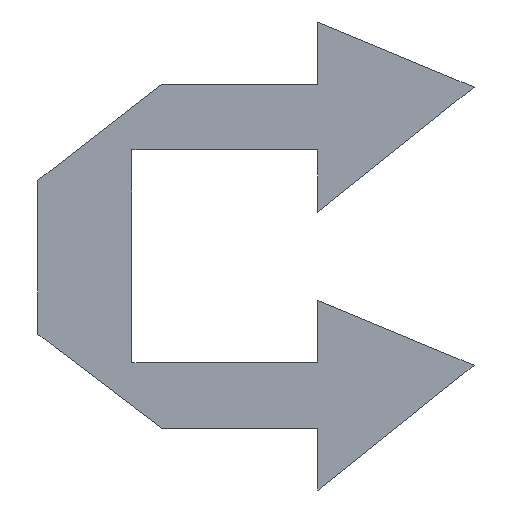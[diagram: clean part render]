
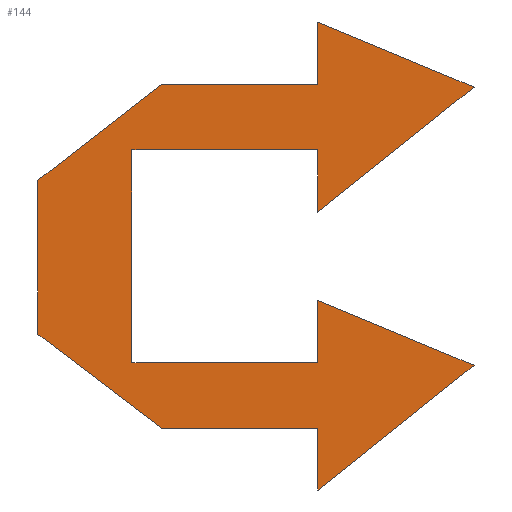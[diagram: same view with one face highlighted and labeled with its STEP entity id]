
A CAD part, front view. The second image highlights one B-rep face of the part: STEP entity #144.
In plain terms, the highlighted planar face has unit normal (0, -1, 0).
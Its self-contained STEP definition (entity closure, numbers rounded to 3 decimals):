
#1=CARTESIAN_POINT('POINT1',(75.705,0.,
   30.239));
#2=VERTEX_POINT('VERTEX1',#1);
#3=CARTESIAN_POINT('POINT2',(151.925,0.,
   30.239));
#4=VERTEX_POINT('VERTEX2',#3);
#5=CARTESIAN_POINT('POS1',(75.705,0.,
   30.239));
#6=DIRECTION('DIR1',(1.,0.,0.));
#7=VECTOR('VEC1',#6,25.4);
#8=LINE('STRAIGHT1',#5,#7);
#9=EDGE_CURVE('EDGE1',#2,#4,#8,.T.);
#10=ORIENTED_EDGE('COEDGE1',*,*,#9,.T.);
#11=CARTESIAN_POINT('POINT3',(151.925,0.,0.));
#12=VERTEX_POINT('VERTEX3',#11);
#13=CARTESIAN_POINT('POS2',(151.925,0.,0.));
#14=DIRECTION('DIR2',(0.,0.,1.));
#15=VECTOR('VEC2',#14,25.4);
#16=LINE('STRAIGHT2',#13,#15);
#17=EDGE_CURVE('EDGE2',#12,#4,#16,.T.);
#18=ORIENTED_EDGE('COEDGE2',*,*,#17,.F.);
#19=CARTESIAN_POINT('POINT4',(152.21,0.,0.));
#20=VERTEX_POINT('VERTEX4',#19);
#21=CARTESIAN_POINT('POS3',(151.925,0.,0.));
#22=DIRECTION('DIR3',(1.,0.,0.));
#23=VECTOR('VEC3',#22,25.4);
#24=LINE('STRAIGHT3',#21,#23);
#25=EDGE_CURVE('EDGE3',#12,#20,#24,.T.);
#26=ORIENTED_EDGE('COEDGE3',*,*,#25,.T.);
#27=CARTESIAN_POINT('POINT5',(228.251,0.,
   60.87));
#28=VERTEX_POINT('VERTEX5',#27);
#29=CARTESIAN_POINT('POS4',(228.251,0.,
   60.87));
#30=DIRECTION('DIR4',(-0.781,0.,
   -0.625));
#31=VECTOR('VEC4',#30,25.4);
#32=LINE('STRAIGHT4',#29,#31);
#33=EDGE_CURVE('EDGE4',#28,#20,#32,.T.);
#34=ORIENTED_EDGE('COEDGE4',*,*,#33,.F.);
#35=CARTESIAN_POINT('POINT6',(151.925,0.,
   92.688));
#36=VERTEX_POINT('VERTEX6',#35);
#37=CARTESIAN_POINT('POS5',(151.925,0.,
   92.688));
#38=DIRECTION('DIR5',(0.923,0.,
   -0.385));
#39=VECTOR('VEC5',#38,25.4);
#40=LINE('STRAIGHT5',#37,#39);
#41=EDGE_CURVE('EDGE5',#36,#28,#40,.T.);
#42=ORIENTED_EDGE('COEDGE5',*,*,#41,.F.);
#43=CARTESIAN_POINT('POINT7',(151.925,0.,
   62.22));
#44=VERTEX_POINT('VERTEX7',#43);
#45=CARTESIAN_POINT('POS6',(151.925,0.,
   62.22));
#46=DIRECTION('DIR6',(0.,0.,1.));
#47=VECTOR('VEC6',#46,25.4);
#48=LINE('STRAIGHT6',#45,#47);
#49=EDGE_CURVE('EDGE6',#44,#36,#48,.T.);
#50=ORIENTED_EDGE('COEDGE6',*,*,#49,.F.);
#51=CARTESIAN_POINT('POINT8',(61.179,0.,
   62.22));
#52=VERTEX_POINT('VERTEX8',#51);
#53=CARTESIAN_POINT('POS7',(61.179,0.,
   62.22));
#54=DIRECTION('DIR7',(1.,0.,0.));
#55=VECTOR('VEC7',#54,25.4);
#56=LINE('STRAIGHT7',#53,#55);
#57=EDGE_CURVE('EDGE7',#52,#44,#56,.T.);
#58=ORIENTED_EDGE('COEDGE7',*,*,#57,.F.);
#59=CARTESIAN_POINT('POINT9',(61.179,0.,
   166.152));
#60=VERTEX_POINT('VERTEX9',#59);
#61=CARTESIAN_POINT('POS8',(61.179,0.,
   166.152));
#62=DIRECTION('DIR8',(0.,0.,-1.));
#63=VECTOR('VEC8',#62,25.4);
#64=LINE('STRAIGHT8',#61,#63);
#65=EDGE_CURVE('EDGE8',#60,#52,#64,.T.);
#66=ORIENTED_EDGE('COEDGE8',*,*,#65,.F.);
#67=CARTESIAN_POINT('POINT10',(151.925,0.,
   166.152));
#68=VERTEX_POINT('VERTEX10',#67);
#69=CARTESIAN_POINT('POS9',(151.925,0.,
   166.152));
#70=DIRECTION('DIR9',(-1.,0.,0.));
#71=VECTOR('VEC9',#70,25.4);
#72=LINE('STRAIGHT9',#69,#71);
#73=EDGE_CURVE('EDGE9',#68,#60,#72,.T.);
#74=ORIENTED_EDGE('COEDGE9',*,*,#73,.F.);
#75=CARTESIAN_POINT('POINT11',(151.925,0.,
   135.684));
#76=VERTEX_POINT('VERTEX11',#75);
#77=CARTESIAN_POINT('POS10',(151.925,0.,
   135.684));
#78=DIRECTION('DIR10',(0.,0.,1.));
#79=VECTOR('VEC10',#78,25.4);
#80=LINE('STRAIGHT10',#77,#79);
#81=EDGE_CURVE('EDGE10',#76,#68,#80,.T.);
#82=ORIENTED_EDGE('COEDGE10',*,*,#81,.F.);
#83=CARTESIAN_POINT('POINT12',(228.251,0.,
   196.782));
#84=VERTEX_POINT('VERTEX12',#83);
#85=CARTESIAN_POINT('POS11',(228.251,0.,
   196.782));
#86=DIRECTION('DIR11',(-0.781,0.,
   -0.625));
#87=VECTOR('VEC11',#86,25.4);
#88=LINE('STRAIGHT11',#85,#87);
#89=EDGE_CURVE('EDGE11',#84,#76,#88,.T.);
#90=ORIENTED_EDGE('COEDGE11',*,*,#89,.F.);
#91=CARTESIAN_POINT('POINT13',(151.925,0.,228.6
   ));
#92=VERTEX_POINT('VERTEX13',#91);
#93=CARTESIAN_POINT('POS12',(151.925,0.,228.6))
   ;
#94=DIRECTION('DIR12',(0.923,0.,
   -0.385));
#95=VECTOR('VEC12',#94,25.4);
#96=LINE('STRAIGHT12',#93,#95);
#97=EDGE_CURVE('EDGE12',#92,#84,#96,.T.);
#98=ORIENTED_EDGE('COEDGE12',*,*,#97,.F.);
#99=CARTESIAN_POINT('POINT14',(151.925,0.,
   198.133));
#100=VERTEX_POINT('VERTEX14',#99);
#101=CARTESIAN_POINT('POS13',(151.925,0.,228.6)
   );
#102=DIRECTION('DIR13',(0.,0.,-1.));
#103=VECTOR('VEC13',#102,25.4);
#104=LINE('STRAIGHT13',#101,#103);
#105=EDGE_CURVE('EDGE13',#92,#100,#104,.T.);
#106=ORIENTED_EDGE('COEDGE13',*,*,#105,.T.);
#107=CARTESIAN_POINT('POINT15',(75.488,0.,
   198.133));
#108=VERTEX_POINT('VERTEX15',#107);
#109=CARTESIAN_POINT('POS14',(75.488,0.,
   198.133));
#110=DIRECTION('DIR14',(1.,0.,0.));
#111=VECTOR('VEC14',#110,25.4);
#112=LINE('STRAIGHT14',#109,#111);
#113=EDGE_CURVE('EDGE14',#108,#100,#112,.T.);
#114=ORIENTED_EDGE('COEDGE14',*,*,#113,.F.);
#115=CARTESIAN_POINT('POINT16',(15.26,0.,
   151.282));
#116=VERTEX_POINT('VERTEX16',#115);
#117=CARTESIAN_POINT('POS15',(15.26,0.,
   151.282));
#118=DIRECTION('DIR15',(0.789,0.,
   0.614));
#119=VECTOR('VEC15',#118,25.4);
#120=LINE('STRAIGHT15',#117,#119);
#121=EDGE_CURVE('EDGE15',#116,#108,#120,.T.);
#122=ORIENTED_EDGE('COEDGE15',*,*,#121,.F.);
#123=CARTESIAN_POINT('POINT17',(15.26,0.,
   76.064));
#124=VERTEX_POINT('VERTEX17',#123);
#125=CARTESIAN_POINT('POS16',(15.26,0.,
   76.064));
#126=DIRECTION('DIR16',(0.,0.,1.));
#127=VECTOR('VEC16',#126,25.4);
#128=LINE('STRAIGHT16',#125,#127);
#129=EDGE_CURVE('EDGE16',#124,#116,#128,.T.);
#130=ORIENTED_EDGE('COEDGE16',*,*,#129,.F.);
#131=CARTESIAN_POINT('POS17',(75.705,0.,
   30.239));
#132=DIRECTION('DIR17',(-0.797,0.,
   0.604));
#133=VECTOR('VEC17',#132,25.4);
#134=LINE('STRAIGHT17',#131,#133);
#135=EDGE_CURVE('EDGE17',#2,#124,#134,.T.);
#136=ORIENTED_EDGE('COEDGE17',*,*,#135,.F.);
#137=EDGE_LOOP('NONE',(#10,#18,#26,#34,#42,#50,#58,#66,#74,#82,#90,#98,
   #106,#114,#122,#130,#136));
#138=FACE_BOUND('LOOP1',#137,.T.);
#139=CARTESIAN_POINT('POS18',(0.,0.,0.));
#140=DIRECTION('DIR18',(0.,-1.,0.));
#141=DIRECTION('DIR19',(1.,0.,0.));
#142=AXIS2_PLACEMENT_3D('AXIS1',#139,#140,#141);
#143=PLANE('PLANE1',#142);
#144=ADVANCED_FACE('FACE1',(#138),#143,.T.);
